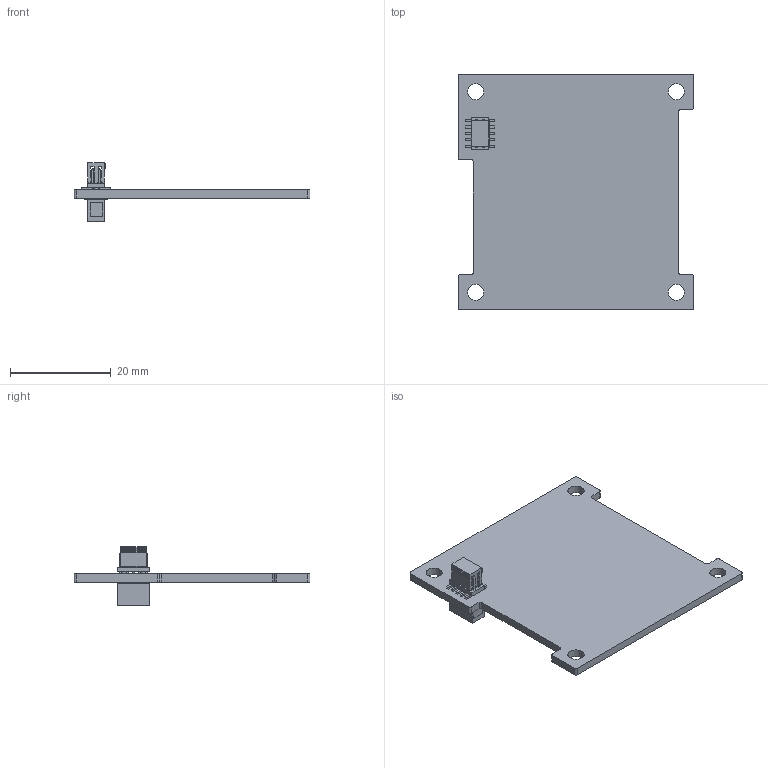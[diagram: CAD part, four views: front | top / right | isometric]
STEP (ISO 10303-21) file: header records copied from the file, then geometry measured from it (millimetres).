
FILE_DESCRIPTION(('KiCad electronic assembly'),'2;1');
FILE_NAME('batteryboard-middle.step','2022-09-09T15:22:19',('Pcbnew'),( 'Kicad'),'Open CASCADE STEP processor 7.6','KiCad to STEP converter' ,'Unknown');
FILE_SCHEMA(('AUTOMOTIVE_DESIGN { 1 0 10303 214 1 1 1 1 }'));
Length unit declared in the file: millimetre
Products named in the file (6): batteryboard-middle 1; FTS-105-01-L-DV-A-P; COMPOUND; FLE-105-01-G-DV-A; batteryboard-middle PCB
Assembly tree (5 placements, depth 3):
  batteryboard-middle 1
    FTS-105-01-L-DV-A-P
      COMPOUND
    FLE-105-01-G-DV-A
      COMPOUND
    batteryboard-middle PCB
Bounding box: 46.8 x 46.8 x 11.53 mm (x, y, z)
Volume: 3365.9 mm3; surface area: 5183.5 mm2
Topology: 7 solids, 7 shells, 531 faces, 1451 edges, 941 vertices
Faces by surface type: bspline 499, cylinder 18, plane 14
Full cylindrical faces by diameter (mm): 1.02 x2, 3.2 x4
Entity records: 32775 total; most frequent: CARTESIAN_POINT 13215, B_SPLINE_CURVE_WITH_KNOTS 3821, ORIENTED_EDGE 2900, PCURVE 2900, DEFINITIONAL_REPRESENTATION 2900, EDGE_CURVE 1450, SURFACE_CURVE 1430, VERTEX_POINT 941
